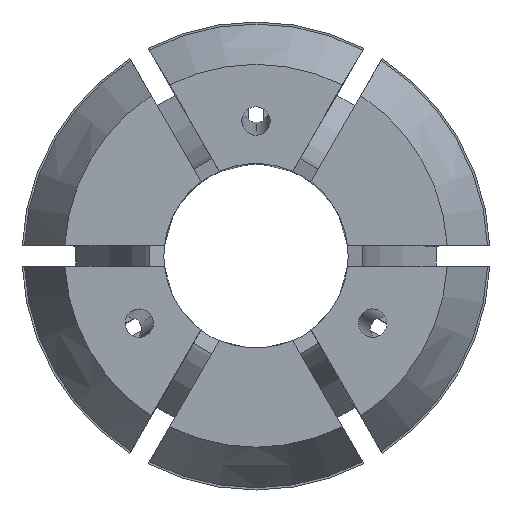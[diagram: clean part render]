
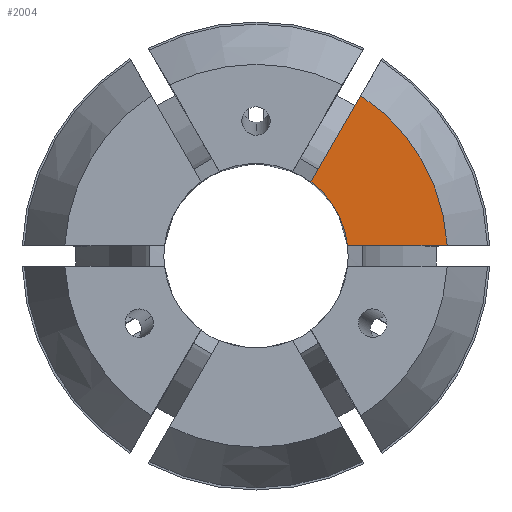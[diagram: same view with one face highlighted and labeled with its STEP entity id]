
A CAD part, top view. The second image highlights one B-rep face of the part: STEP entity #2004.
In plain terms, the highlighted planar face has unit normal (0, 0, 1).
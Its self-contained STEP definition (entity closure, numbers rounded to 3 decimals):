
#114 = ORIENTED_EDGE ( 'NONE', *, *, #2043, .T. ) ;
#255 = DIRECTION ( 'NONE',  ( 1., 0., 0. ) ) ;
#266 = EDGE_CURVE ( 'NONE', #3141, #2178, #2220, .T. ) ;
#386 = VECTOR ( 'NONE', #760, 1000. ) ;
#505 = EDGE_CURVE ( 'NONE', #2178, #3002, #2117, .T. ) ;
#646 = DIRECTION ( 'NONE',  ( -0.5, -0.866, 0. ) ) ;
#760 = DIRECTION ( 'NONE',  ( -1., 0., 0. ) ) ;
#805 = PLANE ( 'NONE',  #1393 ) ;
#817 = DIRECTION ( 'NONE',  ( -1., 0., 0. ) ) ;
#998 = CARTESIAN_POINT ( 'NONE',  ( 13.479, 0.75, 40. ) ) ;
#1003 = ORIENTED_EDGE ( 'NONE', *, *, #505, .F. ) ;
#1107 = VECTOR ( 'NONE', #646, 1000. ) ;
#1135 = CARTESIAN_POINT ( 'NONE',  ( 0., 0., 40. ) ) ;
#1217 = EDGE_LOOP ( 'NONE', ( #3469, #114, #3026, #1003 ) ) ;
#1359 = LINE ( 'NONE', #2097, #1107 ) ;
#1393 = AXIS2_PLACEMENT_3D ( 'NONE', #3009, #1429, #3040 ) ;
#1429 = DIRECTION ( 'NONE',  ( 0., 0., 1. ) ) ;
#1552 = EDGE_CURVE ( 'NONE', #3002, #2087, #3143, .T. ) ;
#1648 = CARTESIAN_POINT ( 'NONE',  ( 3.878, 5.217, 40. ) ) ;
#1935 = CARTESIAN_POINT ( 'NONE',  ( 6.457, 0.75, 40. ) ) ;
#2004 = ADVANCED_FACE ( 'NONE', ( #2078 ), #805, .T. ) ;
#2043 = EDGE_CURVE ( 'NONE', #3141, #2087, #1359, .T. ) ;
#2078 = FACE_OUTER_BOUND ( 'NONE', #1217, .T. ) ;
#2087 = VERTEX_POINT ( 'NONE', #1648 ) ;
#2090 = AXIS2_PLACEMENT_3D ( 'NONE', #2781, #2492, #255 ) ;
#2097 = CARTESIAN_POINT ( 'NONE',  ( 6.495, 9.75, 40. ) ) ;
#2117 = LINE ( 'NONE', #2962, #386 ) ;
#2178 = VERTEX_POINT ( 'NONE', #998 ) ;
#2220 = CIRCLE ( 'NONE', #4012, 13.499 ) ;
#2346 = CARTESIAN_POINT ( 'NONE',  ( 7.389, 11.298, 40. ) ) ;
#2492 = DIRECTION ( 'NONE',  ( 0., 0., 1. ) ) ;
#2781 = CARTESIAN_POINT ( 'NONE',  ( 0., 0., 40. ) ) ;
#2962 = CARTESIAN_POINT ( 'NONE',  ( 0., 0.75, 40. ) ) ;
#3002 = VERTEX_POINT ( 'NONE', #1935 ) ;
#3008 = DIRECTION ( 'NONE',  ( 0., 0., -1. ) ) ;
#3009 = CARTESIAN_POINT ( 'NONE',  ( 0., 13.499, 40. ) ) ;
#3026 = ORIENTED_EDGE ( 'NONE', *, *, #1552, .F. ) ;
#3040 = DIRECTION ( 'NONE',  ( 1., 0., 0. ) ) ;
#3141 = VERTEX_POINT ( 'NONE', #2346 ) ;
#3143 = CIRCLE ( 'NONE', #2090, 6.5 ) ;
#3469 = ORIENTED_EDGE ( 'NONE', *, *, #266, .F. ) ;
#4012 = AXIS2_PLACEMENT_3D ( 'NONE', #1135, #3008, #817 ) ;
